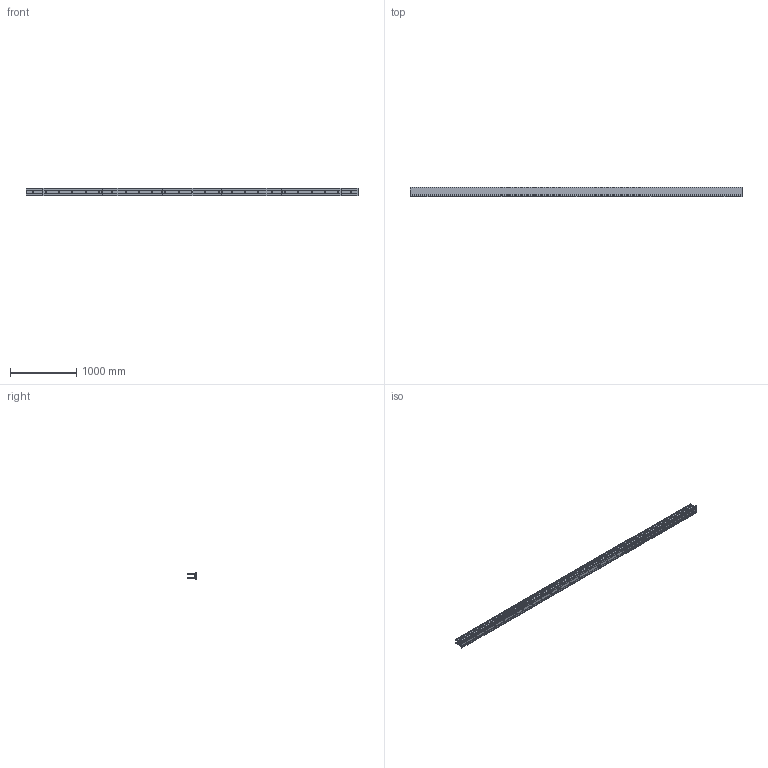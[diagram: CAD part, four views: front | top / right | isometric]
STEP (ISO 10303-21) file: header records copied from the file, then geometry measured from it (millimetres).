
FILE_DESCRIPTION (( 'STEP AP214' ), '1' );
FILE_NAME ('AL_0019-5000-S-E.STEP', '2023-12-11T12:00:08', ( '' ), ( '' ), 'SwSTEP 2.0', 'SolidWorks 2019', '' );
FILE_SCHEMA (( 'AUTOMOTIVE_DESIGN' ));
Length unit declared in the file: millimetre
Products named in the file (1): AL_0019-5000-S-E
Bounding box: 5000 x 136 x 120 mm (x, y, z)
Volume: 18391212.2 mm3; surface area: 7540823.9 mm2
Topology: 1 solids, 1 shells, 589 faces, 1911 edges, 1274 vertices
Faces by surface type: cylinder 327, plane 262
Entity records: 22719 total; most frequent: CARTESIAN_POINT 5381, ORIENTED_EDGE 3822, DIRECTION 3543, EDGE_CURVE 1911, VERTEX_POINT 1274, AXIS2_PLACEMENT_3D 1244, VECTOR 1055, LINE 1055
